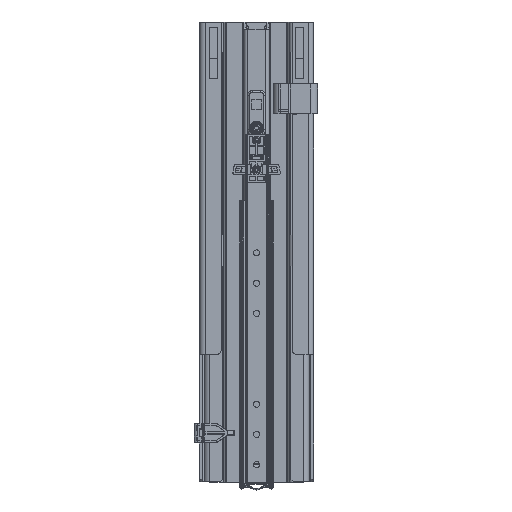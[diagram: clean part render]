
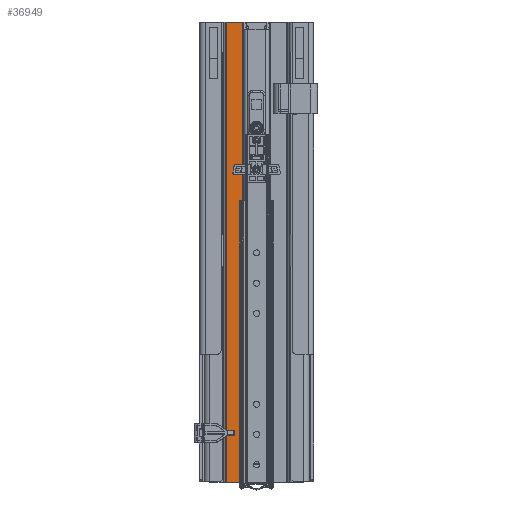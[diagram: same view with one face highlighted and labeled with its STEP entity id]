
A CAD part, top view. The second image highlights one B-rep face of the part: STEP entity #36949.
In plain terms, the highlighted planar face has unit normal (0, 0, 1).
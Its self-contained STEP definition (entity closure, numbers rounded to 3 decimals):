
#1046=PLANE('',#39730);
#2122=FACE_OUTER_BOUND('',#4393,.T.);
#4393=EDGE_LOOP('',(#25778,#25779,#25780,#25781));
#9066=LINE('',#53948,#11708);
#9079=LINE('',#53988,#11721);
#9521=LINE('',#71100,#12163);
#9522=LINE('',#71102,#12164);
#11708=VECTOR('',#42976,10.);
#11721=VECTOR('',#43007,10.);
#12163=VECTOR('',#45411,10.);
#12164=VECTOR('',#45414,10.);
#14363=VERTEX_POINT('',#53945);
#14364=VERTEX_POINT('',#53947);
#14381=VERTEX_POINT('',#53985);
#14382=VERTEX_POINT('',#53987);
#17705=EDGE_CURVE('',#14363,#14364,#9066,.T.);
#17726=EDGE_CURVE('',#14381,#14382,#9079,.T.);
#18971=EDGE_CURVE('',#14363,#14382,#9521,.T.);
#18972=EDGE_CURVE('',#14381,#14364,#9522,.T.);
#25778=ORIENTED_EDGE('',*,*,#18971,.T.);
#25779=ORIENTED_EDGE('',*,*,#17726,.F.);
#25780=ORIENTED_EDGE('',*,*,#18972,.T.);
#25781=ORIENTED_EDGE('',*,*,#17705,.F.);
#36949=ADVANCED_FACE('',(#2122),#1046,.T.);
#39730=AXIS2_PLACEMENT_3D('',#71101,#45412,#45413);
#42976=DIRECTION('',(1.,0.,0.));
#43007=DIRECTION('',(-1.,0.,0.));
#45411=DIRECTION('',(0.,-1.,0.));
#45412=DIRECTION('center_axis',(0.,0.,
1.));
#45413=DIRECTION('ref_axis',(0.,-1.,0.));
#45414=DIRECTION('',(0.,1.,0.));
#53945=CARTESIAN_POINT('',(-32.134,498.75,15.));
#53947=CARTESIAN_POINT('',(-14.681,498.75,15.));
#53948=CARTESIAN_POINT('',(-64.357,498.75,15.));
#53985=CARTESIAN_POINT('',(-14.681,11.75,15.));
#53987=CARTESIAN_POINT('',(-32.134,11.75,15.));
#53988=CARTESIAN_POINT('',(-1.607,11.75,15.));
#71100=CARTESIAN_POINT('',(-32.134,131.154,15.));
#71101=CARTESIAN_POINT('Origin',(9.393,250.558,15.));
#71102=CARTESIAN_POINT('',(-14.681,374.654,15.));
